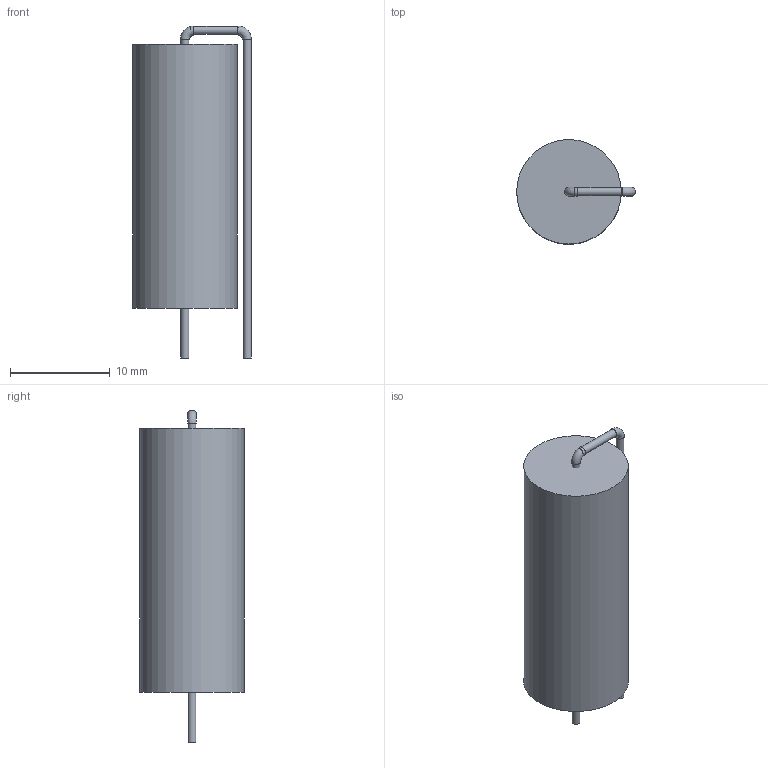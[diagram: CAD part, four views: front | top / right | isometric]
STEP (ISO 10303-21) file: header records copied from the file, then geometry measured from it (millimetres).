
FILE_DESCRIPTION(('FreeCAD Model'),'2;1');
FILE_NAME('Open CASCADE Shape Model','2022-05-28T12:45:56',('Author'),( ''),'Open CASCADE STEP processor 7.5','FreeCAD','Unknown');
FILE_SCHEMA(('AUTOMOTIVE_DESIGN { 1 0 10303 214 1 1 1 1 }'));
Length unit declared in the file: millimetre
Products named in the file (2): Pins; Body
Bounding box: 11.92 x 10.5 x 33.35 mm (x, y, z)
Volume: 2316.1 mm3; surface area: 1166.8 mm2
Topology: 5 solids, 7 shells, 17 faces, 21 edges, 14 vertices
Faces by surface type: plane 10, cylinder 5, torus 2
Full cylindrical faces by diameter (mm): 0.8 x4, 10.5 x1
Entity records: 679 total; most frequent: DIRECTION 111, CARTESIAN_POINT 91, ORIENTED_EDGE 38, PCURVE 38, DEFINITIONAL_REPRESENTATION 38, AXIS2_PLACEMENT_3D 34, LINE 33, VECTOR 33
